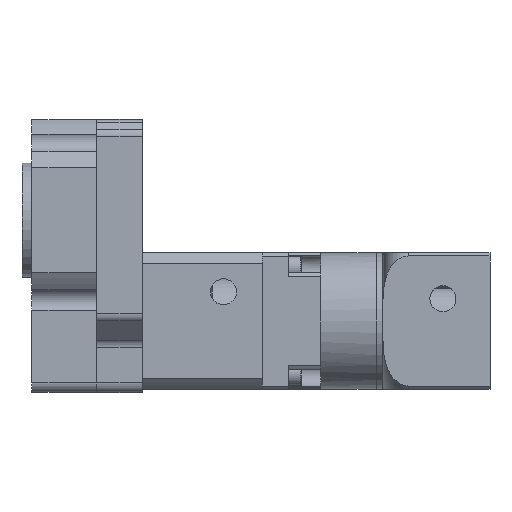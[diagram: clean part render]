
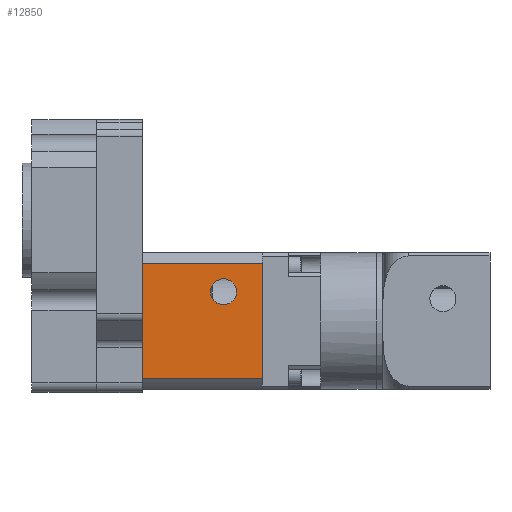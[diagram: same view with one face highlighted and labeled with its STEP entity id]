
A CAD part, left-side view. The second image highlights one B-rep face of the part: STEP entity #12850.
In plain terms, the highlighted planar face has unit normal (-1, 0, 0).
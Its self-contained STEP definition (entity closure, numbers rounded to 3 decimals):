
#600 = CARTESIAN_POINT ( 'NONE',  ( -21., -37., 0. ) ) ;
#603 = EDGE_LOOP ( 'NONE', ( #17454, #6710 ) ) ;
#699 = VERTEX_POINT ( 'NONE', #16605 ) ;
#783 = DIRECTION ( 'NONE',  ( 0., 0., 1. ) ) ;
#948 = CARTESIAN_POINT ( 'NONE',  ( -21., -37., -13.245 ) ) ;
#1048 = CARTESIAN_POINT ( 'NONE',  ( -21., -25., -18. ) ) ;
#1268 = LINE ( 'NONE', #3658, #15342 ) ;
#1908 = FACE_OUTER_BOUND ( 'NONE', #5268, .T. ) ;
#2202 = ORIENTED_EDGE ( 'NONE', *, *, #17847, .T. ) ;
#2209 = DIRECTION ( 'NONE',  ( 0., 1., 0. ) ) ;
#2725 = EDGE_CURVE ( 'NONE', #9151, #13423, #12063, .T. ) ;
#2748 = DIRECTION ( 'NONE',  ( -1., 0., 0. ) ) ;
#3288 = CARTESIAN_POINT ( 'NONE',  ( -21., 0., -13.245 ) ) ;
#3329 = VERTEX_POINT ( 'NONE', #3288 ) ;
#3658 = CARTESIAN_POINT ( 'NONE',  ( -21., -37., -48.755 ) ) ;
#4555 = VECTOR ( 'NONE', #17408, 1000. ) ;
#5200 = VECTOR ( 'NONE', #7937, 1000. ) ;
#5225 = CARTESIAN_POINT ( 'NONE',  ( -21., 0., 0. ) ) ;
#5268 = EDGE_LOOP ( 'NONE', ( #2202, #6947, #10679, #17213 ) ) ;
#6037 = AXIS2_PLACEMENT_3D ( 'NONE', #7832, #17641, #9278 ) ;
#6111 = VECTOR ( 'NONE', #7964, 1000. ) ;
#6570 = EDGE_CURVE ( 'NONE', #9151, #3329, #16848, .T. ) ;
#6710 = ORIENTED_EDGE ( 'NONE', *, *, #6901, .F. ) ;
#6901 = EDGE_CURVE ( 'NONE', #699, #16209, #12905, .T. ) ;
#6947 = ORIENTED_EDGE ( 'NONE', *, *, #17803, .F. ) ;
#7129 = AXIS2_PLACEMENT_3D ( 'NONE', #11178, #2748, #12617 ) ;
#7766 = CIRCLE ( 'NONE', #8204, 4. ) ;
#7832 = CARTESIAN_POINT ( 'NONE',  ( -21., -37., 0. ) ) ;
#7937 = DIRECTION ( 'NONE',  ( 0., 1., 0. ) ) ;
#7964 = DIRECTION ( 'NONE',  ( 0., 0., -1. ) ) ;
#8204 = AXIS2_PLACEMENT_3D ( 'NONE', #17586, #9220, #783 ) ;
#8446 = VERTEX_POINT ( 'NONE', #12004 ) ;
#8956 = FACE_BOUND ( 'NONE', #603, .T. ) ;
#9151 = VERTEX_POINT ( 'NONE', #16688 ) ;
#9220 = DIRECTION ( 'NONE',  ( -1., 0., 0. ) ) ;
#9278 = DIRECTION ( 'NONE',  ( 0., 0., -1. ) ) ;
#10527 = CARTESIAN_POINT ( 'NONE',  ( -21., -37., -48.755 ) ) ;
#10679 = ORIENTED_EDGE ( 'NONE', *, *, #2725, .F. ) ;
#11178 = CARTESIAN_POINT ( 'NONE',  ( -21., -25., -22. ) ) ;
#12004 = CARTESIAN_POINT ( 'NONE',  ( -21., 0., -48.755 ) ) ;
#12063 = LINE ( 'NONE', #600, #4555 ) ;
#12617 = DIRECTION ( 'NONE',  ( 0., 0., 1. ) ) ;
#12850 = ADVANCED_FACE ( 'NONE', ( #8956, #1908 ), #16217, .F. ) ;
#12905 = CIRCLE ( 'NONE', #7129, 4. ) ;
#13423 = VERTEX_POINT ( 'NONE', #10527 ) ;
#15342 = VECTOR ( 'NONE', #2209, 1000. ) ;
#15541 = EDGE_CURVE ( 'NONE', #16209, #699, #7766, .T. ) ;
#16209 = VERTEX_POINT ( 'NONE', #1048 ) ;
#16217 = PLANE ( 'NONE',  #6037 ) ;
#16605 = CARTESIAN_POINT ( 'NONE',  ( -21., -25., -26. ) ) ;
#16688 = CARTESIAN_POINT ( 'NONE',  ( -21., -37., -13.245 ) ) ;
#16848 = LINE ( 'NONE', #948, #5200 ) ;
#16860 = LINE ( 'NONE', #5225, #6111 ) ;
#17213 = ORIENTED_EDGE ( 'NONE', *, *, #6570, .T. ) ;
#17408 = DIRECTION ( 'NONE',  ( 0., 0., -1. ) ) ;
#17454 = ORIENTED_EDGE ( 'NONE', *, *, #15541, .F. ) ;
#17586 = CARTESIAN_POINT ( 'NONE',  ( -21., -25., -22. ) ) ;
#17641 = DIRECTION ( 'NONE',  ( 1., 0., 0. ) ) ;
#17803 = EDGE_CURVE ( 'NONE', #13423, #8446, #1268, .T. ) ;
#17847 = EDGE_CURVE ( 'NONE', #3329, #8446, #16860, .T. ) ;
